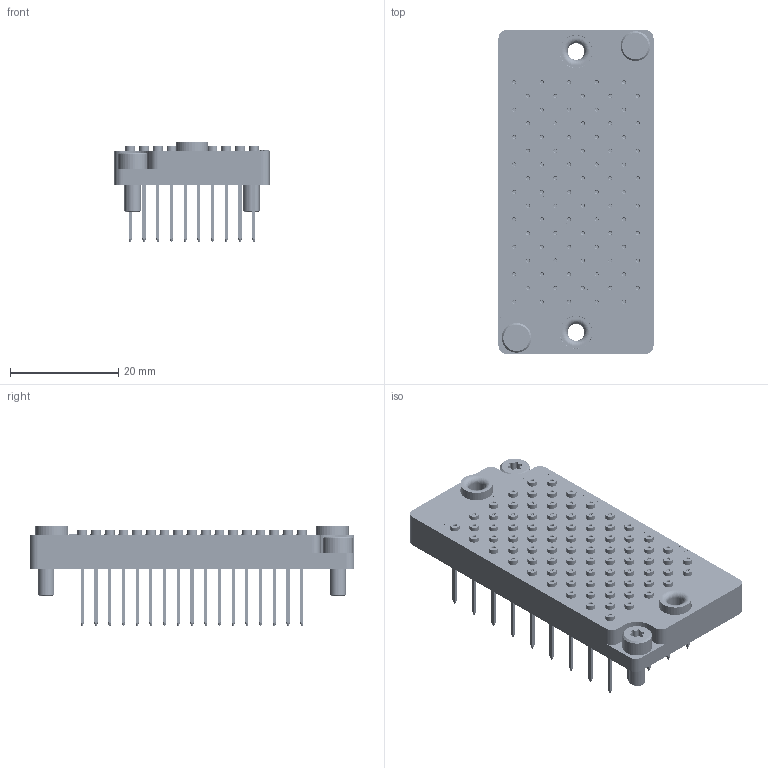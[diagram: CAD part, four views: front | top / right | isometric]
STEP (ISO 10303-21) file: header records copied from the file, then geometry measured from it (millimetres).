
FILE_DESCRIPTION (( 'STEP AP214' ), '1' );
FILE_NAME ('INGUN_42344.STEP', '2023-01-13T09:55:48', ( '' ), ( '' ), 'SwSTEP 2.0', 'SolidWorks 2021', '' );
FILE_SCHEMA (( 'AUTOMOTIVE_DESIGN' ));
Length unit declared in the file: millimetre
Products named in the file (7): 3352_Bohrbuchse_Ø3,1~0; 42343~4; INGUN_42344; INFO_4615~0_S; DIN912~n_M03,0x008; 42343~4_S; KT-Master__ADA~kt_KT-158 06
Assembly tree (92 placements, depth 3):
  INGUN_42344
    42343~4_S
      42343~4
      INFO_4615~0_S
    KT-Master__ADA~kt_KT-158 06  x85
    DIN912~n_M03,0x008  x2
    3352_Bohrbuchse_Ø3,1~0  x2
Bounding box: 28.7 x 60 x 18.66 mm (x, y, z)
Volume: 10952.3 mm3; surface area: 13015.2 mm2
Topology: 210 solids, 210 shells, 3777 faces, 8505 edges, 5237 vertices
Faces by surface type: cylinder 1262, plane 1162, cone 1036, torus 174, bspline 143
Entity records: 36574 total; most frequent: CARTESIAN_POINT 13194, ORIENTED_EDGE 3720, DIRECTION 3372, EDGE_CURVE 1860, VERTEX_POINT 1231, AXIS2_PLACEMENT_3D 1145, LINE 1082, VECTOR 1082
